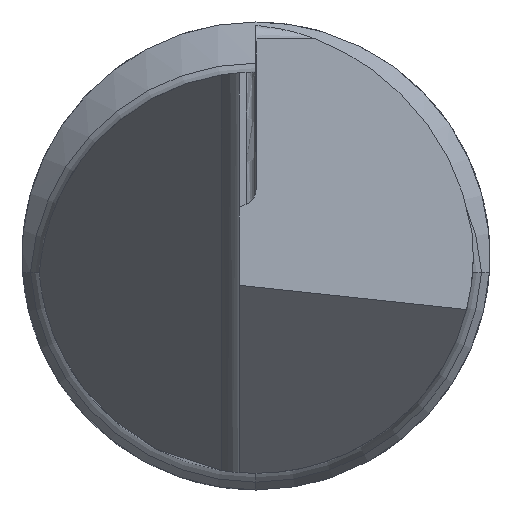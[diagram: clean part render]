
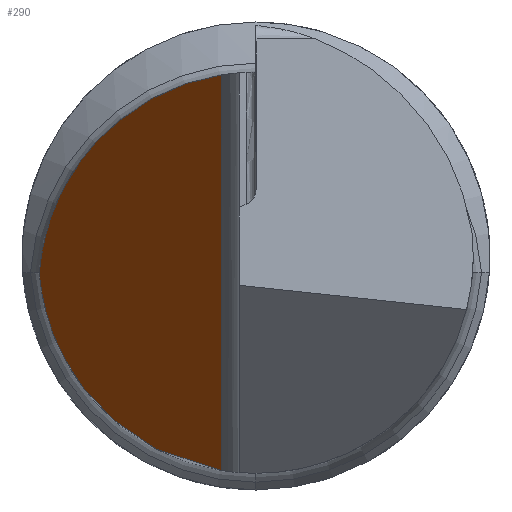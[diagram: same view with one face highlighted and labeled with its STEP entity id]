
A CAD part, left-side view. The second image highlights one B-rep face of the part: STEP entity #290.
In plain terms, the highlighted planar face has unit normal (-0.5, 0.866, 0).
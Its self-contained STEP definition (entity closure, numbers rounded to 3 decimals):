
#5 = VERTEX_POINT ( 'NONE', #141 ) ;
#112 = VERTEX_POINT ( 'NONE', #742 ) ;
#115 = CARTESIAN_POINT ( 'NONE',  ( -16.285, 3.24, -0.25 ) ) ;
#130 = CARTESIAN_POINT ( 'NONE',  ( -16.493, 3.12, -1.809 ) ) ;
#141 = CARTESIAN_POINT ( 'NONE',  ( -21., 0.518, -3.208 ) ) ;
#212 =( BOUNDED_CURVE ( )  B_SPLINE_CURVE ( 3, ( #875, #431, #130, #641 ),
 .UNSPECIFIED., .F., .T. ) 
 B_SPLINE_CURVE_WITH_KNOTS ( ( 4, 4 ),
 ( 4.872, 6.206 ),
 .UNSPECIFIED. ) 
 CURVE ( )  GEOMETRIC_REPRESENTATION_ITEM ( )  RATIONAL_B_SPLINE_CURVE ( ( 1., 0.857, 0.857, 1. ) ) 
 REPRESENTATION_ITEM ( '' )  );
#222 = DIRECTION ( 'NONE',  ( 0.866, 0.5, 0. ) ) ;
#226 = ORIENTED_EDGE ( 'NONE', *, *, #248, .T. ) ;
#231 = DIRECTION ( 'NONE',  ( 0., 0., 1. ) ) ;
#248 = EDGE_CURVE ( 'NONE', #5, #112, #821, .T. ) ;
#290 = ADVANCED_FACE ( 'NONE', ( #809 ), #302, .F. ) ;
#302 = PLANE ( 'NONE',  #626 ) ;
#336 = VECTOR ( 'NONE', #231, 1000. ) ;
#395 = CARTESIAN_POINT ( 'NONE',  ( -16.493, 3.12, 1.309 ) ) ;
#431 = CARTESIAN_POINT ( 'NONE',  ( -18.327, 2.061, -2.959 ) ) ;
#446 = CARTESIAN_POINT ( 'NONE',  ( -21., 0.518, -3.5 ) ) ;
#475 = CARTESIAN_POINT ( 'NONE',  ( -18.327, 2.061, 2.459 ) ) ;
#483 = CARTESIAN_POINT ( 'NONE',  ( -21., 0.518, 2.708 ) ) ;
#486 = VERTEX_POINT ( 'NONE', #744 ) ;
#532 = ORIENTED_EDGE ( 'NONE', *, *, #701, .F. ) ;
#626 = AXIS2_PLACEMENT_3D ( 'NONE', #446, #733, #222 ) ;
#641 = CARTESIAN_POINT ( 'NONE',  ( -16.285, 3.24, -0.25 ) ) ;
#701 = EDGE_CURVE ( 'NONE', #5, #486, #212, .T. ) ;
#733 = DIRECTION ( 'NONE',  ( 0.5, -0.866, 0. ) ) ;
#742 = CARTESIAN_POINT ( 'NONE',  ( -21., 0.518, 2.708 ) ) ;
#744 = CARTESIAN_POINT ( 'NONE',  ( -16.285, 3.24, -0.25 ) ) ;
#767 = EDGE_LOOP ( 'NONE', ( #969, #532, #226 ) ) ;
#809 = FACE_OUTER_BOUND ( 'NONE', #767, .T. ) ;
#821 = LINE ( 'NONE', #889, #336 ) ;
#875 = CARTESIAN_POINT ( 'NONE',  ( -21., 0.518, -3.208 ) ) ;
#889 = CARTESIAN_POINT ( 'NONE',  ( -21., 0.518, -3.5 ) ) ;
#898 =( BOUNDED_CURVE ( )  B_SPLINE_CURVE ( 3, ( #115, #395, #475, #483 ),
 .UNSPECIFIED., .F., .F. ) 
 B_SPLINE_CURVE_WITH_KNOTS ( ( 4, 4 ),
 ( 0.077, 1.411 ),
 .UNSPECIFIED. ) 
 CURVE ( )  GEOMETRIC_REPRESENTATION_ITEM ( )  RATIONAL_B_SPLINE_CURVE ( ( 1., 0.857, 0.857, 1. ) ) 
 REPRESENTATION_ITEM ( '' )  );
#927 = EDGE_CURVE ( 'NONE', #486, #112, #898, .T. ) ;
#969 = ORIENTED_EDGE ( 'NONE', *, *, #927, .F. ) ;
